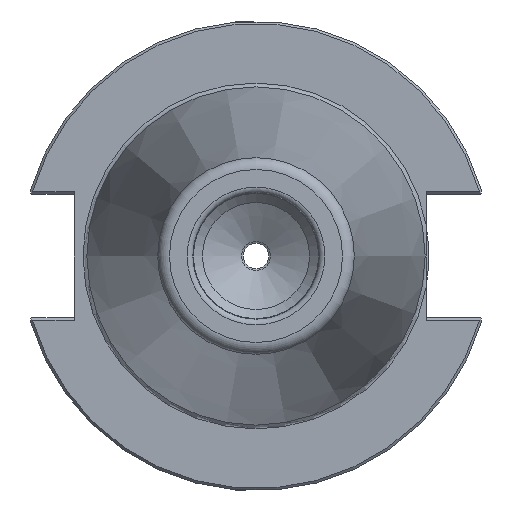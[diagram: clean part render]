
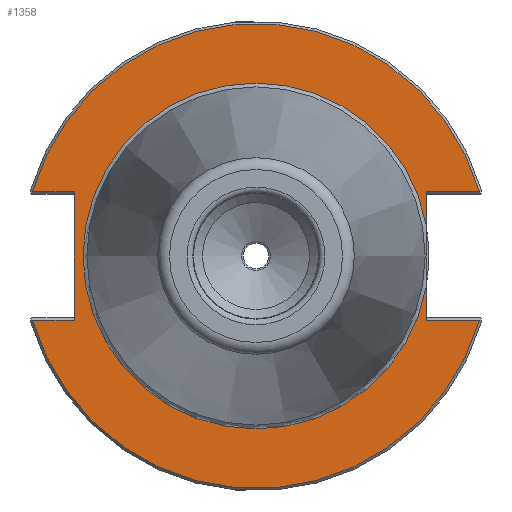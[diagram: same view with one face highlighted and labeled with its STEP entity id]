
A CAD part, left-side view. The second image highlights one B-rep face of the part: STEP entity #1358.
In plain terms, the highlighted planar face has unit normal (-1, 0, 0).
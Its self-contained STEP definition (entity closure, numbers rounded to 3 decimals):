
#73=PLANE('',#1492);
#145=FACE_OUTER_BOUND('',#222,.T.);
#222=EDGE_LOOP('',(#1040,#1041,#1042,#1043,#1044,#1045,#1046,#1047,#1048,
#1049,#1050));
#298=LINE('',#2209,#378);
#306=LINE('',#2251,#386);
#307=LINE('',#2256,#387);
#308=LINE('',#2258,#388);
#309=LINE('',#2259,#389);
#310=LINE('',#2261,#390);
#311=LINE('',#2266,#391);
#378=VECTOR('',#1740,10.);
#386=VECTOR('',#1762,10.);
#387=VECTOR('',#1767,10.);
#388=VECTOR('',#1768,10.);
#389=VECTOR('',#1769,10.);
#390=VECTOR('',#1770,10.);
#391=VECTOR('',#1775,10.);
#472=CIRCLE('',#1490,48.25);
#473=CIRCLE('',#1493,48.25);
#474=CIRCLE('',#1494,35.9);
#475=CIRCLE('',#1495,35.9);
#586=VERTEX_POINT('',#2204);
#587=VERTEX_POINT('',#2208);
#595=VERTEX_POINT('',#2233);
#596=VERTEX_POINT('',#2237);
#599=VERTEX_POINT('',#2249);
#600=VERTEX_POINT('',#2253);
#601=VERTEX_POINT('',#2255);
#602=VERTEX_POINT('',#2257);
#603=VERTEX_POINT('',#2260);
#604=VERTEX_POINT('',#2262);
#605=VERTEX_POINT('',#2264);
#752=EDGE_CURVE('',#586,#587,#298,.T.);
#763=EDGE_CURVE('',#595,#596,#472,.T.);
#768=EDGE_CURVE('',#599,#595,#306,.T.);
#769=EDGE_CURVE('',#600,#586,#473,.T.);
#770=EDGE_CURVE('',#601,#600,#307,.T.);
#771=EDGE_CURVE('',#601,#602,#308,.T.);
#772=EDGE_CURVE('',#596,#602,#309,.T.);
#773=EDGE_CURVE('',#599,#603,#310,.T.);
#774=EDGE_CURVE('',#603,#604,#474,.T.);
#775=EDGE_CURVE('',#604,#605,#475,.T.);
#776=EDGE_CURVE('',#605,#587,#311,.T.);
#1040=ORIENTED_EDGE('',*,*,#752,.F.);
#1041=ORIENTED_EDGE('',*,*,#769,.F.);
#1042=ORIENTED_EDGE('',*,*,#770,.F.);
#1043=ORIENTED_EDGE('',*,*,#771,.T.);
#1044=ORIENTED_EDGE('',*,*,#772,.F.);
#1045=ORIENTED_EDGE('',*,*,#763,.F.);
#1046=ORIENTED_EDGE('',*,*,#768,.F.);
#1047=ORIENTED_EDGE('',*,*,#773,.T.);
#1048=ORIENTED_EDGE('',*,*,#774,.T.);
#1049=ORIENTED_EDGE('',*,*,#775,.T.);
#1050=ORIENTED_EDGE('',*,*,#776,.T.);
#1358=ADVANCED_FACE('',(#145),#73,.T.);
#1490=AXIS2_PLACEMENT_3D('',#2238,#1756,#1757);
#1492=AXIS2_PLACEMENT_3D('',#2252,#1763,#1764);
#1493=AXIS2_PLACEMENT_3D('',#2254,#1765,#1766);
#1494=AXIS2_PLACEMENT_3D('',#2263,#1771,#1772);
#1495=AXIS2_PLACEMENT_3D('',#2265,#1773,#1774);
#1740=DIRECTION('',(0.,1.,0.));
#1756=DIRECTION('center_axis',(1.,0.,0.));
#1757=DIRECTION('ref_axis',(0.,0.,-1.));
#1762=DIRECTION('',(0.,-1.,0.));
#1763=DIRECTION('center_axis',(-1.,0.,0.));
#1764=DIRECTION('ref_axis',(0.,0.,1.));
#1765=DIRECTION('center_axis',(1.,0.,0.));
#1766=DIRECTION('ref_axis',(0.,0.,-1.));
#1767=DIRECTION('',(0.,1.,0.));
#1768=DIRECTION('',(0.,0.,-1.));
#1769=DIRECTION('',(0.,-1.,0.));
#1770=DIRECTION('',(0.,0.,1.));
#1771=DIRECTION('center_axis',(1.,0.,0.));
#1772=DIRECTION('ref_axis',(0.,0.,-1.));
#1773=DIRECTION('center_axis',(1.,0.,0.));
#1774=DIRECTION('ref_axis',(0.,0.,-1.));
#1775=DIRECTION('',(0.,0.,1.));
#2204=CARTESIAN_POINT('',(3.175,-46.373,13.325));
#2208=CARTESIAN_POINT('',(3.175,-35.3,13.325));
#2209=CARTESIAN_POINT('',(3.175,6.475,13.325));
#2233=CARTESIAN_POINT('',(3.175,-46.373,-13.325));
#2237=CARTESIAN_POINT('',(3.175,46.373,-13.325));
#2238=CARTESIAN_POINT('Origin',(3.175,0.,
0.));
#2249=CARTESIAN_POINT('',(3.175,-35.3,-13.325));
#2251=CARTESIAN_POINT('',(3.175,-13.707,-13.325));
#2252=CARTESIAN_POINT('Origin',(3.175,48.25,0.));
#2253=CARTESIAN_POINT('',(3.175,46.373,13.325));
#2254=CARTESIAN_POINT('Origin',(3.175,0.,
0.));
#2255=CARTESIAN_POINT('',(3.175,37.7,13.325));
#2256=CARTESIAN_POINT('',(3.175,61.395,13.325));
#2257=CARTESIAN_POINT('',(3.175,37.7,-13.325));
#2258=CARTESIAN_POINT('',(3.175,37.7,6.413));
#2259=CARTESIAN_POINT('',(3.175,42.975,-13.325));
#2260=CARTESIAN_POINT('',(3.175,-35.3,-6.536));
#2261=CARTESIAN_POINT('',(3.175,-35.3,-6.413));
#2262=CARTESIAN_POINT('',(3.175,0.,35.9));
#2263=CARTESIAN_POINT('Origin',(3.175,0.,
0.));
#2264=CARTESIAN_POINT('',(3.175,-35.3,6.536));
#2265=CARTESIAN_POINT('Origin',(3.175,0.,
0.));
#2266=CARTESIAN_POINT('',(3.175,-35.3,-6.413));
